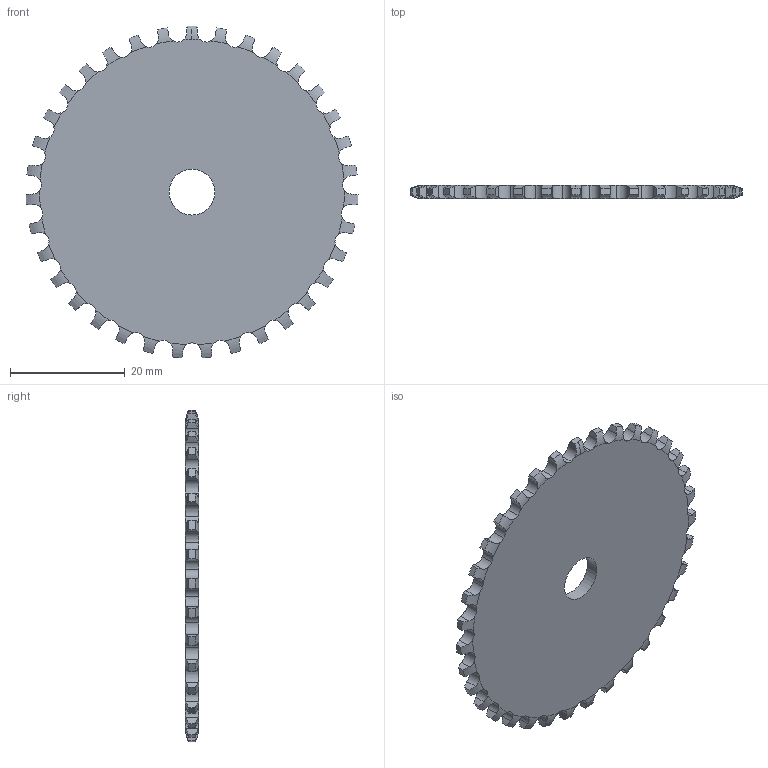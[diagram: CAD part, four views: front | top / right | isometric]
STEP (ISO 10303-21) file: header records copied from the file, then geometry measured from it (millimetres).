
FILE_DESCRIPTION(('FreeCAD Model'),'2;1');
FILE_NAME('Open CASCADE Shape Model','2021-12-27T16:41:25',('FreeCAD'),( 'FreeCAD'),'Open CASCADE STEP processor 7.4','FreeCAD','Unknown');
FILE_SCHEMA(('AUTOMOTIVE_DESIGN { 1 0 10303 214 1 1 1 1 }'));
Length unit declared in the file: millimetre
Products named in the file (1): Open CASCADE STEP translator 7.4 114
Bounding box: 57.89 x 2.3 x 57.85 mm (x, y, z)
Volume: 5278.2 mm3; surface area: 5278.8 mm2
Topology: 1 solids, 1 shells, 320 faces, 954 edges, 636 vertices
Faces by surface type: cylinder 176, plane 72, revolution 72
Full cylindrical faces by diameter (mm): 8 x1
Entity records: 33074 total; most frequent: CARTESIAN_POINT 15459, DIRECTION 2916, ORIENTED_EDGE 1908, PCURVE 1908, DEFINITIONAL_REPRESENTATION 1908, LINE 1520, VECTOR 1520, EDGE_CURVE 954
